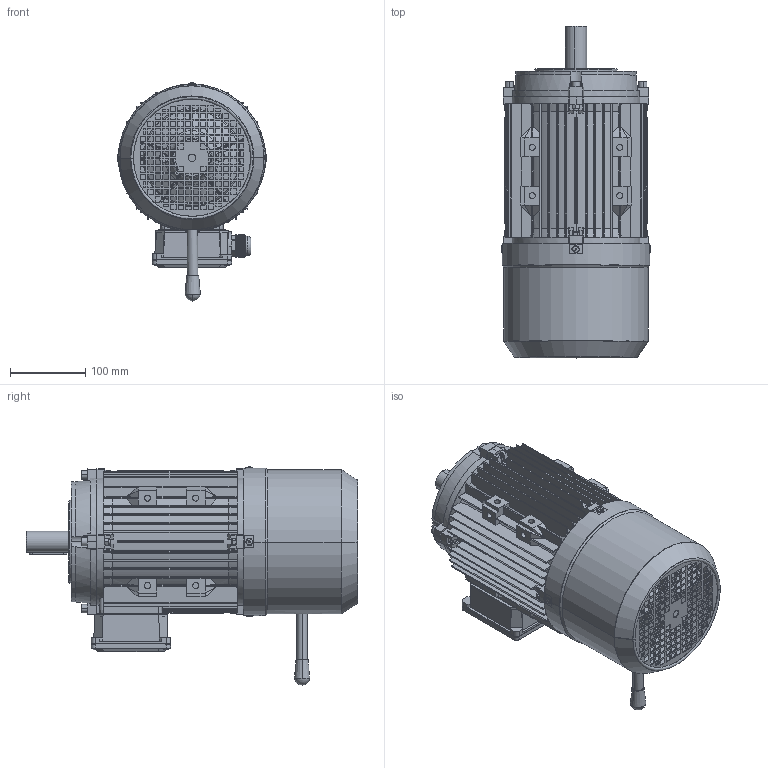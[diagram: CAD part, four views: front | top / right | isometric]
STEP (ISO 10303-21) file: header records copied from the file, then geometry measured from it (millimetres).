
FILE_DESCRIPTION (( 'STEP AP203' ), '1' );
FILE_NAME ('MSB100S B14俋倛芞.STEP', '2012-12-30T02:37:39', ( 'USER' ), ( 'MS' ), 'SwSTEP 2.0', 'SolidWorks 2008', '' );
FILE_SCHEMA (( 'CONFIG_CONTROL_DESIGN' ));
Length unit declared in the file: millimetre
Products named in the file (16): 新接线盒盖80-100_默认; 80-100出线螺套_默认; Deep groove ball bearings GB_Rolling bearings 6206 GB 276-94; 风罩螺钉M5_默认; MSB100S B14俋倛芞; 100S机壳_默认; y2风叶100#_默认; 新接线盒座80-100_默认; 接线盒座螺钉m5_默认; MSB100风罩_默认; MSB100后盖_默认; MSB100转轴_默认; B14盖_默认; 100油封_默认; 螺母10_默认; 内六角圆柱螺栓80-100_默认
Assembly tree (36 placements, depth 2):
  MSB100S B14俋倛芞
    螺母10_默认  x8
    内六角圆柱螺栓80-100_默认  x8
    接线盒座螺钉m5_默认  x4
    风罩螺钉M5_默认  x4
    100油封_默认
    y2风叶100#_默认
    新接线盒盖80-100_默认
    Deep groove ball bearings GB_Rolling bearings 6206 GB 276-94  x2
    B14盖_默认
    MSB100风罩_默认
    100S机壳_默认
    80-100出线螺套_默认
    MSB100转轴_默认
    新接线盒座80-100_默认
    MSB100后盖_默认
Bounding box: 198.46 x 440 x 289.21 mm (x, y, z)
Volume: 1911485.9 mm3; surface area: 1047868.4 mm2
Topology: 38 solids, 38 shells, 3664 faces, 10097 edges, 6458 vertices
Faces by surface type: plane 2334, cylinder 669, cone 293, torus 250, sphere 68, bspline 50
Entity records: 102956 total; most frequent: CARTESIAN_POINT 25908, ORIENTED_EDGE 16252, DIRECTION 14568, EDGE_CURVE 8126, VERTEX_POINT 5239, VECTOR 5010, LINE 5010, AXIS2_PLACEMENT_3D 4779
